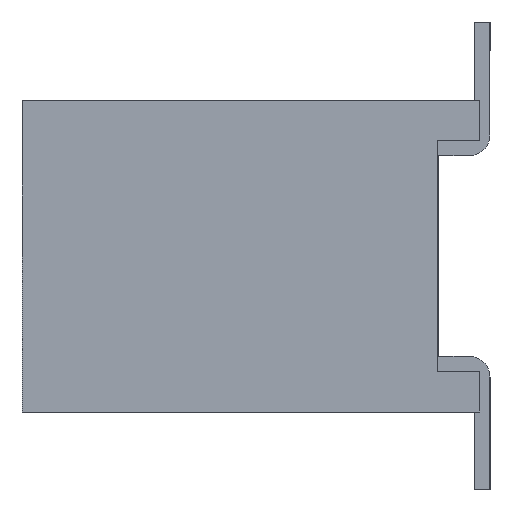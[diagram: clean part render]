
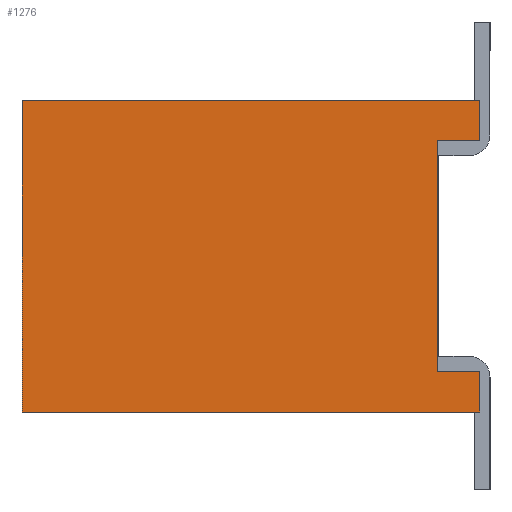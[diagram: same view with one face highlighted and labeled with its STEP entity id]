
A CAD part, left-side view. The second image highlights one B-rep face of the part: STEP entity #1276.
In plain terms, the highlighted planar face has unit normal (-1, 0, 0).
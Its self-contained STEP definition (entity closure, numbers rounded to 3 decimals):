
#1276 = ADVANCED_FACE( '', ( #3227 ), #3228, .F. );
#3227 = FACE_OUTER_BOUND( '', #5913, .T. );
#3228 = PLANE( '', #5914 );
#5913 = EDGE_LOOP( '', ( #9682, #9683, #9684, #9685, #9686, #9687, #9688, #9689 ) );
#5914 = AXIS2_PLACEMENT_3D( '', #9690, #9691, #9692 );
#9682 = ORIENTED_EDGE( '', *, *, #17378, .F. );
#9683 = ORIENTED_EDGE( '', *, *, #16743, .T. );
#9684 = ORIENTED_EDGE( '', *, *, #17379, .T. );
#9685 = ORIENTED_EDGE( '', *, *, #17380, .T. );
#9686 = ORIENTED_EDGE( '', *, *, #17381, .F. );
#9687 = ORIENTED_EDGE( '', *, *, #17382, .F. );
#9688 = ORIENTED_EDGE( '', *, *, #17383, .T. );
#9689 = ORIENTED_EDGE( '', *, *, #17384, .T. );
#9690 = CARTESIAN_POINT( '', ( -6.58, 3.9, -1.5 ) );
#9691 = DIRECTION( '', ( 1., 0., 0. ) );
#9692 = DIRECTION( '', ( 0., 0., -1. ) );
#16743 = EDGE_CURVE( '', #20336, #20334, #20337, .T. );
#17378 = EDGE_CURVE( '', #20336, #21418, #21419, .T. );
#17379 = EDGE_CURVE( '', #20334, #21420, #21421, .T. );
#17380 = EDGE_CURVE( '', #21420, #21422, #21423, .T. );
#17381 = EDGE_CURVE( '', #21424, #21422, #21425, .T. );
#17382 = EDGE_CURVE( '', #21426, #21424, #21427, .T. );
#17383 = EDGE_CURVE( '', #21426, #21428, #21429, .T. );
#17384 = EDGE_CURVE( '', #21428, #21418, #21430, .T. );
#20334 = VERTEX_POINT( '', #25430 );
#20336 = VERTEX_POINT( '', #25433 );
#20337 = LINE( '', #25434, #25435 );
#21418 = VERTEX_POINT( '', #26940 );
#21419 = LINE( '', #26941, #26942 );
#21420 = VERTEX_POINT( '', #26943 );
#21421 = LINE( '', #26944, #26945 );
#21422 = VERTEX_POINT( '', #26946 );
#21423 = LINE( '', #26947, #26948 );
#21424 = VERTEX_POINT( '', #26949 );
#21425 = LINE( '', #26950, #26951 );
#21426 = VERTEX_POINT( '', #26952 );
#21427 = LINE( '', #26953, #26954 );
#21428 = VERTEX_POINT( '', #26955 );
#21429 = LINE( '', #26956, #26957 );
#21430 = LINE( '', #26958, #26959 );
#25430 = CARTESIAN_POINT( '', ( -6.58, 0.4, 1.115 ) );
#25433 = CARTESIAN_POINT( '', ( -6.58, 0.4, -1.115 ) );
#25434 = CARTESIAN_POINT( '', ( -6.58, 0.4, -1.115 ) );
#25435 = VECTOR( '', #31706, 1000. );
#26940 = CARTESIAN_POINT( '', ( -6.58, 0., -1.115 ) );
#26941 = CARTESIAN_POINT( '', ( -6.58, 0.4, -1.115 ) );
#26942 = VECTOR( '', #32416, 1000. );
#26943 = CARTESIAN_POINT( '', ( -6.58, 0., 1.115 ) );
#26944 = CARTESIAN_POINT( '', ( -6.58, 0.4, 1.115 ) );
#26945 = VECTOR( '', #32417, 1000. );
#26946 = CARTESIAN_POINT( '', ( -6.58, 0., 1.5 ) );
#26947 = CARTESIAN_POINT( '', ( -6.58, 0., -1.5 ) );
#26948 = VECTOR( '', #32418, 1000. );
#26949 = CARTESIAN_POINT( '', ( -6.58, 4.4, 1.5 ) );
#26950 = CARTESIAN_POINT( '', ( -6.58, 3.9, 1.5 ) );
#26951 = VECTOR( '', #32419, 1000. );
#26952 = CARTESIAN_POINT( '', ( -6.58, 4.4, -1.5 ) );
#26953 = CARTESIAN_POINT( '', ( -6.58, 4.4, 1.09 ) );
#26954 = VECTOR( '', #32420, 1000. );
#26955 = CARTESIAN_POINT( '', ( -6.58, 0., -1.5 ) );
#26956 = CARTESIAN_POINT( '', ( -6.58, 3.9, -1.5 ) );
#26957 = VECTOR( '', #32421, 1000. );
#26958 = CARTESIAN_POINT( '', ( -6.58, 0., -1.5 ) );
#26959 = VECTOR( '', #32422, 1000. );
#31706 = DIRECTION( '', ( 0., 0., 1. ) );
#32416 = DIRECTION( '', ( 0., -1., 0. ) );
#32417 = DIRECTION( '', ( 0., -1., 0. ) );
#32418 = DIRECTION( '', ( 0., 0., 1. ) );
#32419 = DIRECTION( '', ( 0., -1., 0. ) );
#32420 = DIRECTION( '', ( 0., 0., 1. ) );
#32421 = DIRECTION( '', ( 0., -1., 0. ) );
#32422 = DIRECTION( '', ( 0., 0., 1. ) );
